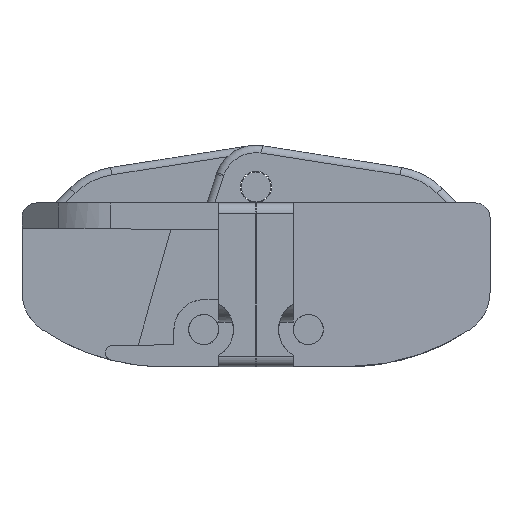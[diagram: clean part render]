
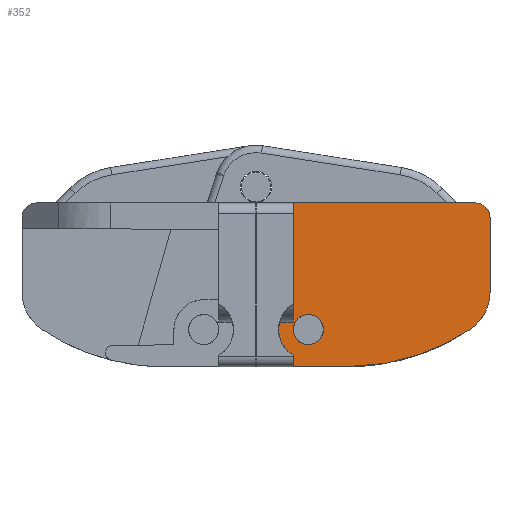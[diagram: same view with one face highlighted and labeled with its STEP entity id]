
A CAD part, front view. The second image highlights one B-rep face of the part: STEP entity #352.
In plain terms, the highlighted face is planar.
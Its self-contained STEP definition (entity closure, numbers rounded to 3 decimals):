
#37 = VECTOR ( 'NONE', #3322, 1000. ) ;
#75 = LINE ( 'NONE', #5518, #5618 ) ;
#142 = CARTESIAN_POINT ( 'NONE',  ( -14.7, 9.744, 5.5 ) ) ;
#268 = DIRECTION ( 'NONE',  ( -1., -0.009, 0. ) ) ;
#284 = ORIENTED_EDGE ( 'NONE', *, *, #880, .F. ) ;
#311 = CARTESIAN_POINT ( 'NONE',  ( -15.7, 9.735, 5.086 ) ) ;
#352 = ADVANCED_FACE ( 'NONE', ( #1161, #739 ), #6034, .F. ) ;
#379 = CARTESIAN_POINT ( 'NONE',  ( -15.7, 9.735, -0.502 ) ) ;
#383 = CARTESIAN_POINT ( 'NONE',  ( -15.7, 9.735, -0.502 ) ) ;
#427 = VECTOR ( 'NONE', #450, 1000. ) ;
#447 = CARTESIAN_POINT ( 'NONE',  ( -3.5, 9.841, -4.015 ) ) ;
#450 = DIRECTION ( 'NONE',  ( -1., -0.009, 0. ) ) ;
#594 = VERTEX_POINT ( 'NONE', #383 ) ;
#642 = VERTEX_POINT ( 'NONE', #2087 ) ;
#684 = CARTESIAN_POINT ( 'NONE',  ( -15.7, 9.735, 4.5 ) ) ;
#739 = FACE_OUTER_BOUND ( 'NONE', #4681, .T. ) ;
#758 = CARTESIAN_POINT ( 'NONE',  ( -14.358, 9.747, -3.002 ) ) ;
#880 = EDGE_CURVE ( 'NONE', #4928, #594, #4579, .T. ) ;
#909 = CARTESIAN_POINT ( 'NONE',  ( -2.5, 9.85, 5.5 ) ) ;
#942 = CARTESIAN_POINT ( 'NONE',  ( -3.5, 9.841, -1.985 ) ) ;
#948 = CARTESIAN_POINT ( 'NONE',  ( -15.7, 9.735, 4.5 ) ) ;
#1005 = CARTESIAN_POINT ( 'NONE',  ( -15.7, 9.735, -1.529 ) ) ;
#1012 =( BOUNDED_CURVE ( )  B_SPLINE_CURVE ( 3, ( #2774, #2161, #1549, #942 ),
 .UNSPECIFIED., .F., .F. ) 
 B_SPLINE_CURVE_WITH_KNOTS ( ( 4, 4 ),
 ( 4.712, 7.854 ),
 .UNSPECIFIED. ) 
 CURVE ( )  GEOMETRIC_REPRESENTATION_ITEM ( )  RATIONAL_B_SPLINE_CURVE ( ( 1., 0.333, 0.333, 1. ) ) 
 REPRESENTATION_ITEM ( '' )  );
#1040 = CARTESIAN_POINT ( 'NONE',  ( -2.5, 9.85, -4.732 ) ) ;
#1065 = CARTESIAN_POINT ( 'NONE',  ( -2.5, 9.85, -5.5 ) ) ;
#1161 = FACE_BOUND ( 'NONE', #5078, .T. ) ;
#1215 = CARTESIAN_POINT ( 'NONE',  ( -3.5, 9.841, -4.015 ) ) ;
#1218 = EDGE_CURVE ( 'NONE', #5167, #1925, #4782, .T. ) ;
#1259 = ORIENTED_EDGE ( 'NONE', *, *, #2214, .T. ) ;
#1334 = EDGE_CURVE ( 'NONE', #3801, #4453, #75, .T. ) ;
#1382 = CARTESIAN_POINT ( 'NONE',  ( -11.882, 9.768, -4.643 ) ) ;
#1428 = CARTESIAN_POINT ( 'NONE',  ( -2.5, 9.85, -1.268 ) ) ;
#1443 = ORIENTED_EDGE ( 'NONE', *, *, #2269, .T. ) ;
#1522 = LINE ( 'NONE', #909, #4581 ) ;
#1549 = CARTESIAN_POINT ( 'NONE',  ( -1.47, 9.859, -1.985 ) ) ;
#1592 = DIRECTION ( 'NONE',  ( 0., 0., -1. ) ) ;
#1610 = CARTESIAN_POINT ( 'NONE',  ( -15.214, 9.739, -2.434 ) ) ;
#1619 = CARTESIAN_POINT ( 'NONE',  ( -2.5, 9.85, -5.5 ) ) ;
#1648 = CARTESIAN_POINT ( 'NONE',  ( -1., 9.863, -3.866 ) ) ;
#1783 = CARTESIAN_POINT ( 'NONE',  ( -6.069, 9.819, -5.5 ) ) ;
#1841 = CARTESIAN_POINT ( 'NONE',  ( -5.53, 9.824, -4.015 ) ) ;
#1925 = VERTEX_POINT ( 'NONE', #1783 ) ;
#1973 = ORIENTED_EDGE ( 'NONE', *, *, #4898, .T. ) ;
#1993 = CARTESIAN_POINT ( 'NONE',  ( -9.039, 9.793, -5.5 ) ) ;
#2007 = VECTOR ( 'NONE', #1592, 1000. ) ;
#2087 = CARTESIAN_POINT ( 'NONE',  ( -3.5, 9.841, -1.985 ) ) ;
#2093 = ORIENTED_EDGE ( 'NONE', *, *, #1218, .T. ) ;
#2161 = CARTESIAN_POINT ( 'NONE',  ( -1.47, 9.859, -4.015 ) ) ;
#2214 = EDGE_CURVE ( 'NONE', #1925, #4886, #4589, .T. ) ;
#2217 = CARTESIAN_POINT ( 'NONE',  ( -2.5, 9.85, 5.5 ) ) ;
#2232 = CARTESIAN_POINT ( 'NONE',  ( -14.358, 9.747, -3.002 ) ) ;
#2269 = EDGE_CURVE ( 'NONE', #4928, #4294, #5999, .T. ) ;
#2271 = CARTESIAN_POINT ( 'NONE',  ( -1., 9.863, -2.134 ) ) ;
#2435 = CARTESIAN_POINT ( 'NONE',  ( -5.53, 9.824, -1.985 ) ) ;
#2442 = ORIENTED_EDGE ( 'NONE', *, *, #5831, .T. ) ;
#2590 = CARTESIAN_POINT ( 'NONE',  ( -6.069, 9.819, -5.5 ) ) ;
#2774 = CARTESIAN_POINT ( 'NONE',  ( -3.5, 9.841, -4.015 ) ) ;
#2824 = CARTESIAN_POINT ( 'NONE',  ( -2.5, 9.85, -4.732 ) ) ;
#2872 = CARTESIAN_POINT ( 'NONE',  ( -2.5, 9.85, -1.268 ) ) ;
#3049 = CARTESIAN_POINT ( 'NONE',  ( -2.5, 9.85, 5.5 ) ) ;
#3054 = CARTESIAN_POINT ( 'NONE',  ( -3.5, 9.841, -1.985 ) ) ;
#3238 = EDGE_CURVE ( 'NONE', #3801, #4294, #1522, .T. ) ;
#3322 = DIRECTION ( 'NONE',  ( 0., 0., -1. ) ) ;
#3442 = LINE ( 'NONE', #2217, #2007 ) ;
#3627 = EDGE_CURVE ( 'NONE', #4886, #594, #4205, .T. ) ;
#3801 = VERTEX_POINT ( 'NONE', #3049 ) ;
#3862 = ORIENTED_EDGE ( 'NONE', *, *, #3627, .T. ) ;
#3946 = CARTESIAN_POINT ( 'NONE',  ( -15.7, 9.735, 5.5 ) ) ;
#4175 = DIRECTION ( 'NONE',  ( 1., 0.009, 0. ) ) ;
#4179 = VERTEX_POINT ( 'NONE', #447 ) ;
#4205 =( BOUNDED_CURVE ( )  B_SPLINE_CURVE ( 3, ( #2232, #1610, #1005, #379 ),
 .UNSPECIFIED., .F., .F. ) 
 B_SPLINE_CURVE_WITH_KNOTS ( ( 4, 4 ),
 ( 2.156, 3.142 ),
 .UNSPECIFIED. ) 
 CURVE ( )  GEOMETRIC_REPRESENTATION_ITEM ( )  RATIONAL_B_SPLINE_CURVE ( ( 1., 0.921, 0.921, 1. ) ) 
 REPRESENTATION_ITEM ( '' )  );
#4252 = AXIS2_PLACEMENT_3D ( 'NONE', #5394, #4774, #4175 ) ;
#4294 = VERTEX_POINT ( 'NONE', #142 ) ;
#4453 = VERTEX_POINT ( 'NONE', #1428 ) ;
#4497 = VERTEX_POINT ( 'NONE', #2824 ) ;
#4579 = LINE ( 'NONE', #3946, #37 ) ;
#4581 = VECTOR ( 'NONE', #268, 1000. ) ;
#4589 =( BOUNDED_CURVE ( )  B_SPLINE_CURVE ( 3, ( #2590, #1993, #1382, #758 ),
 .UNSPECIFIED., .F., .F. ) 
 B_SPLINE_CURVE_WITH_KNOTS ( ( 4, 4 ),
 ( 1.571, 2.156 ),
 .UNSPECIFIED. ) 
 CURVE ( )  GEOMETRIC_REPRESENTATION_ITEM ( )  RATIONAL_B_SPLINE_CURVE ( ( 1., 0.972, 0.972, 1. ) ) 
 REPRESENTATION_ITEM ( '' )  );
#4621 = ORIENTED_EDGE ( 'NONE', *, *, #5774, .T. ) ;
#4681 = EDGE_LOOP ( 'NONE', ( #284, #1443, #6007, #5083, #4621, #1973, #2093, #1259, #3862 ) ) ;
#4757 =( BOUNDED_CURVE ( )  B_SPLINE_CURVE ( 3, ( #3054, #2435, #1841, #1215 ),
 .UNSPECIFIED., .F., .F. ) 
 B_SPLINE_CURVE_WITH_KNOTS ( ( 4, 4 ),
 ( 1.571, 4.712 ),
 .UNSPECIFIED. ) 
 CURVE ( )  GEOMETRIC_REPRESENTATION_ITEM ( )  RATIONAL_B_SPLINE_CURVE ( ( 1., 0.333, 0.333, 1. ) ) 
 REPRESENTATION_ITEM ( '' )  );
#4774 = DIRECTION ( 'NONE',  ( 0.009, -1., 0. ) ) ;
#4782 = LINE ( 'NONE', #1065, #427 ) ;
#4882 = DIRECTION ( 'NONE',  ( 0., 0., -1. ) ) ;
#4886 = VERTEX_POINT ( 'NONE', #5959 ) ;
#4898 = EDGE_CURVE ( 'NONE', #4497, #5167, #3442, .T. ) ;
#4928 = VERTEX_POINT ( 'NONE', #684 ) ;
#5062 = ORIENTED_EDGE ( 'NONE', *, *, #5445, .T. ) ;
#5078 = EDGE_LOOP ( 'NONE', ( #2442, #5062 ) ) ;
#5083 = ORIENTED_EDGE ( 'NONE', *, *, #1334, .T. ) ;
#5129 = CARTESIAN_POINT ( 'NONE',  ( -14.7, 9.744, 5.5 ) ) ;
#5167 = VERTEX_POINT ( 'NONE', #1619 ) ;
#5394 = CARTESIAN_POINT ( 'NONE',  ( -2.5, 9.85, 5.5 ) ) ;
#5445 = EDGE_CURVE ( 'NONE', #4179, #642, #1012, .T. ) ;
#5518 = CARTESIAN_POINT ( 'NONE',  ( -2.5, 9.85, 5.5 ) ) ;
#5618 = VECTOR ( 'NONE', #4882, 1000. ) ;
#5677 =( BOUNDED_CURVE ( )  B_SPLINE_CURVE ( 3, ( #2872, #2271, #1648, #1040 ),
 .UNSPECIFIED., .F., .F. ) 
 B_SPLINE_CURVE_WITH_KNOTS ( ( 4, 4 ),
 ( 5.236, 7.33 ),
 .UNSPECIFIED. ) 
 CURVE ( )  GEOMETRIC_REPRESENTATION_ITEM ( )  RATIONAL_B_SPLINE_CURVE ( ( 1., 0.667, 0.667, 1. ) ) 
 REPRESENTATION_ITEM ( '' )  );
#5754 = CARTESIAN_POINT ( 'NONE',  ( -15.286, 9.738, 5.5 ) ) ;
#5774 = EDGE_CURVE ( 'NONE', #4453, #4497, #5677, .T. ) ;
#5831 = EDGE_CURVE ( 'NONE', #642, #4179, #4757, .T. ) ;
#5959 = CARTESIAN_POINT ( 'NONE',  ( -14.358, 9.747, -3.002 ) ) ;
#5999 =( BOUNDED_CURVE ( )  B_SPLINE_CURVE ( 3, ( #948, #311, #5754, #5129 ),
 .UNSPECIFIED., .F., .F. ) 
 B_SPLINE_CURVE_WITH_KNOTS ( ( 4, 4 ),
 ( 0., 1.571 ),
 .UNSPECIFIED. ) 
 CURVE ( )  GEOMETRIC_REPRESENTATION_ITEM ( )  RATIONAL_B_SPLINE_CURVE ( ( 1., 0.805, 0.805, 1. ) ) 
 REPRESENTATION_ITEM ( '' )  );
#6007 = ORIENTED_EDGE ( 'NONE', *, *, #3238, .F. ) ;
#6034 = PLANE ( 'NONE',  #4252 ) ;
